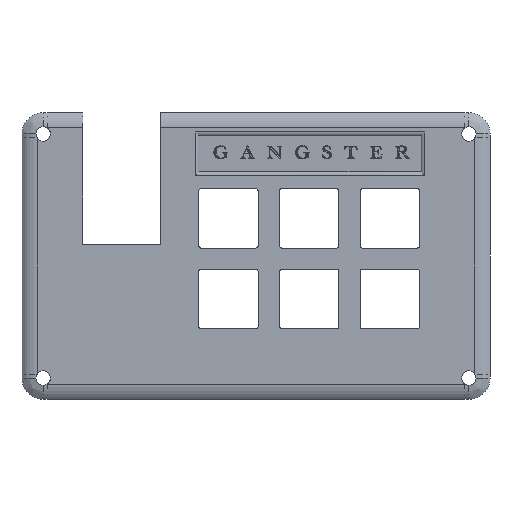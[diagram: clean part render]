
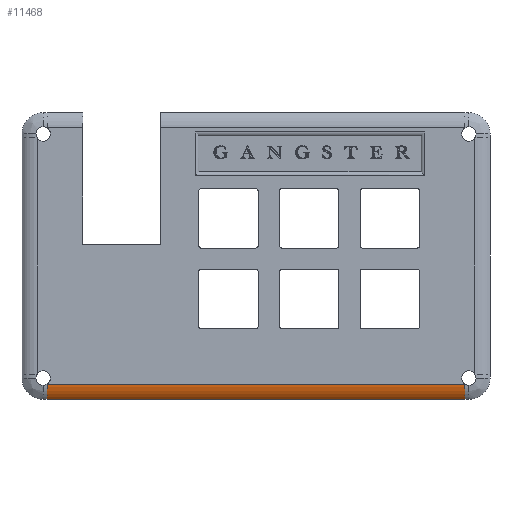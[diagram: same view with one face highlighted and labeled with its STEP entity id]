
A CAD part, top view. The second image highlights one B-rep face of the part: STEP entity #11468.
In plain terms, the highlighted cylindrical face has radius 5 mm (diameter 10 mm), a partial arc.
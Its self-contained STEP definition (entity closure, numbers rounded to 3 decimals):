
#1415=FACE_OUTER_BOUND('',#2051,.T.);
#2051=EDGE_LOOP('',(#7819,#7820,#7821,#7822));
#2735=LINE('',#14243,#3712);
#2736=LINE('',#14244,#3713);
#3712=VECTOR('',#12516,10.);
#3713=VECTOR('',#12517,5.);
#4693=CIRCLE('',#12128,5.);
#4694=CIRCLE('',#12130,5.);
#4781=VERTEX_POINT('',#14229);
#4782=VERTEX_POINT('',#14236);
#4783=VERTEX_POINT('',#14240);
#4784=VERTEX_POINT('',#14241);
#5996=EDGE_CURVE('',#4781,#4782,#4693,.T.);
#5998=EDGE_CURVE('',#4783,#4784,#4694,.T.);
#5999=EDGE_CURVE('',#4782,#4784,#2735,.T.);
#6000=EDGE_CURVE('',#4781,#4783,#2736,.T.);
#7819=ORIENTED_EDGE('',*,*,#5998,.T.);
#7820=ORIENTED_EDGE('',*,*,#5999,.F.);
#7821=ORIENTED_EDGE('',*,*,#5996,.F.);
#7822=ORIENTED_EDGE('',*,*,#6000,.T.);
#11421=CYLINDRICAL_SURFACE('',#12129,5.);
#11468=ADVANCED_FACE('',(#1415),#11421,.T.);
#12128=AXIS2_PLACEMENT_3D('',#14237,#12509,#12510);
#12129=AXIS2_PLACEMENT_3D('',#14239,#12512,#12513);
#12130=AXIS2_PLACEMENT_3D('',#14242,#12514,#12515);
#12509=DIRECTION('center_axis',(1.,0.,0.));
#12510=DIRECTION('ref_axis',(0.,0.,1.));
#12512=DIRECTION('center_axis',(-1.,0.,0.));
#12513=DIRECTION('ref_axis',(0.,-0.714,0.7));
#12514=DIRECTION('center_axis',(1.,0.,0.));
#12515=DIRECTION('ref_axis',(0.,0.,1.));
#12516=DIRECTION('',(-1.,0.,0.));
#12517=DIRECTION('',(-1.,0.,0.));
#14229=CARTESIAN_POINT('',(65.349,-48.648,1.5));
#14236=CARTESIAN_POINT('',(65.349,-52.219,0.));
#14237=CARTESIAN_POINT('Origin',(65.349,-48.648,-3.5));
#14239=CARTESIAN_POINT('Origin',(71.269,-48.648,-3.5));
#14240=CARTESIAN_POINT('',(-33.299,-48.648,1.5));
#14241=CARTESIAN_POINT('',(-33.299,-52.219,0.));
#14242=CARTESIAN_POINT('Origin',(-33.299,-48.648,-3.5));
#14243=CARTESIAN_POINT('',(71.269,-52.219,0.));
#14244=CARTESIAN_POINT('',(71.269,-48.648,1.5));
